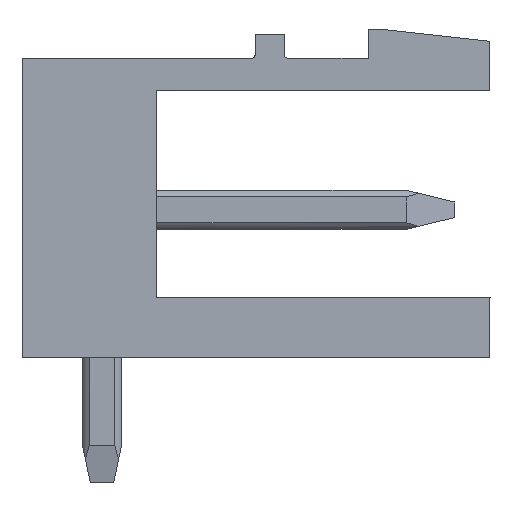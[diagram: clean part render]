
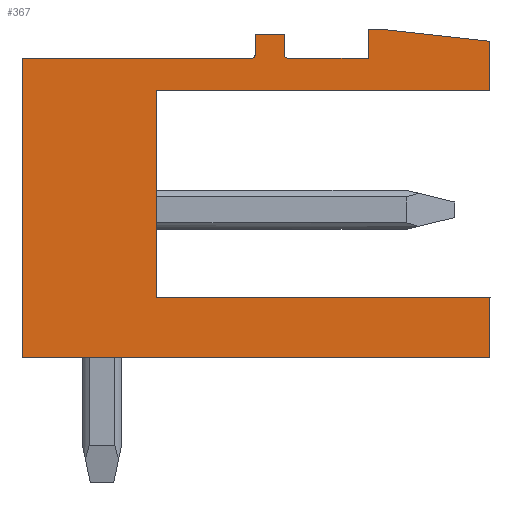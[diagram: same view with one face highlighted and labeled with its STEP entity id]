
A CAD part, left-side view. The second image highlights one B-rep face of the part: STEP entity #367.
In plain terms, the highlighted planar face has unit normal (-1, 0, 0).
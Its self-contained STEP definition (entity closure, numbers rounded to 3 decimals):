
#243=AXIS2_PLACEMENT_3D('Plane Axis2P3D',#240,#241,#242) ;
#282=AXIS2_PLACEMENT_3D('Circle Axis2P3D',#280,#281,$) ;
#310=AXIS2_PLACEMENT_3D('Circle Axis2P3D',#308,#309,$) ;
#49=CARTESIAN_POINT('Vertex',(0.,2.8,11.63)) ;
#52=CARTESIAN_POINT('Line Origine',(0.,1.4,11.475)) ;
#56=CARTESIAN_POINT('Vertex',(0.,0.,11.32)) ;
#224=CARTESIAN_POINT('Vertex',(0.,3.12,11.63)) ;
#227=CARTESIAN_POINT('Line Origine',(0.,2.96,11.63)) ;
#240=CARTESIAN_POINT('Axis2P3D Location',(0.,0.,0.)) ;
#245=CARTESIAN_POINT('Line Origine',(0.,8.55,7.4)) ;
#249=CARTESIAN_POINT('Vertex',(0.,8.55,4.74)) ;
#251=CARTESIAN_POINT('Vertex',(0.,8.55,10.06)) ;
#254=CARTESIAN_POINT('Line Origine',(0.,4.275,10.06)) ;
#258=CARTESIAN_POINT('Vertex',(0.,0.,10.06)) ;
#261=CARTESIAN_POINT('Line Origine',(0.,0.,10.69)) ;
#266=CARTESIAN_POINT('Line Origine',(0.,3.12,11.255)) ;
#270=CARTESIAN_POINT('Vertex',(0.,3.12,10.88)) ;
#273=CARTESIAN_POINT('Line Origine',(0.,4.145,10.88)) ;
#277=CARTESIAN_POINT('Vertex',(0.,5.17,10.88)) ;
#280=CARTESIAN_POINT('Axis2P3D Location',(0.,5.17,10.98)) ;
#284=CARTESIAN_POINT('Vertex',(0.,5.27,10.98)) ;
#287=CARTESIAN_POINT('Line Origine',(0.,5.27,11.24)) ;
#291=CARTESIAN_POINT('Vertex',(0.,5.27,11.5)) ;
#294=CARTESIAN_POINT('Line Origine',(0.,5.645,11.5)) ;
#298=CARTESIAN_POINT('Vertex',(0.,6.02,11.5)) ;
#301=CARTESIAN_POINT('Line Origine',(0.,6.02,11.24)) ;
#305=CARTESIAN_POINT('Vertex',(0.,6.02,10.98)) ;
#308=CARTESIAN_POINT('Axis2P3D Location',(0.,6.12,10.98)) ;
#312=CARTESIAN_POINT('Vertex',(0.,6.12,10.88)) ;
#315=CARTESIAN_POINT('Line Origine',(0.,9.06,10.88)) ;
#319=CARTESIAN_POINT('Vertex',(0.,12.,10.88)) ;
#322=CARTESIAN_POINT('Line Origine',(0.,12.,7.04)) ;
#326=CARTESIAN_POINT('Vertex',(0.,12.,3.2)) ;
#329=CARTESIAN_POINT('Line Origine',(0.,6.,3.2)) ;
#333=CARTESIAN_POINT('Vertex',(0.,0.,3.2)) ;
#336=CARTESIAN_POINT('Line Origine',(0.,0.,3.97)) ;
#340=CARTESIAN_POINT('Vertex',(0.,0.,4.74)) ;
#343=CARTESIAN_POINT('Line Origine',(0.,4.275,4.74)) ;
#53=DIRECTION('Vector Direction',(0.,0.994,0.11)) ;
#228=DIRECTION('Vector Direction',(0.,-1.,0.)) ;
#241=DIRECTION('Axis2P3D Direction',(-1.,0.,0.)) ;
#242=DIRECTION('Axis2P3D XDirection',(0.,-1.,0.)) ;
#246=DIRECTION('Vector Direction',(0.,0.,-1.)) ;
#255=DIRECTION('Vector Direction',(0.,1.,0.)) ;
#262=DIRECTION('Vector Direction',(0.,0.,1.)) ;
#267=DIRECTION('Vector Direction',(0.,0.,-1.)) ;
#274=DIRECTION('Vector Direction',(0.,1.,0.)) ;
#281=DIRECTION('Axis2P3D Direction',(-1.,0.,0.)) ;
#288=DIRECTION('Vector Direction',(0.,0.,-1.)) ;
#295=DIRECTION('Vector Direction',(0.,1.,0.)) ;
#302=DIRECTION('Vector Direction',(0.,0.,-1.)) ;
#309=DIRECTION('Axis2P3D Direction',(-1.,0.,0.)) ;
#316=DIRECTION('Vector Direction',(0.,1.,0.)) ;
#323=DIRECTION('Vector Direction',(0.,0.,-1.)) ;
#330=DIRECTION('Vector Direction',(0.,1.,0.)) ;
#337=DIRECTION('Vector Direction',(0.,0.,-1.)) ;
#344=DIRECTION('Vector Direction',(0.,-1.,0.)) ;
#54=VECTOR('Line Direction',#53,1.) ;
#229=VECTOR('Line Direction',#228,1.) ;
#247=VECTOR('Line Direction',#246,1.) ;
#256=VECTOR('Line Direction',#255,1.) ;
#263=VECTOR('Line Direction',#262,1.) ;
#268=VECTOR('Line Direction',#267,1.) ;
#275=VECTOR('Line Direction',#274,1.) ;
#289=VECTOR('Line Direction',#288,1.) ;
#296=VECTOR('Line Direction',#295,1.) ;
#303=VECTOR('Line Direction',#302,1.) ;
#317=VECTOR('Line Direction',#316,1.) ;
#324=VECTOR('Line Direction',#323,1.) ;
#331=VECTOR('Line Direction',#330,1.) ;
#338=VECTOR('Line Direction',#337,1.) ;
#345=VECTOR('Line Direction',#344,1.) ;
#349=ORIENTED_EDGE('',*,*,#253,.T.) ;
#350=ORIENTED_EDGE('',*,*,#260,.T.) ;
#351=ORIENTED_EDGE('',*,*,#265,.T.) ;
#352=ORIENTED_EDGE('',*,*,#58,.T.) ;
#353=ORIENTED_EDGE('',*,*,#231,.T.) ;
#354=ORIENTED_EDGE('',*,*,#272,.T.) ;
#355=ORIENTED_EDGE('',*,*,#279,.T.) ;
#356=ORIENTED_EDGE('',*,*,#286,.T.) ;
#357=ORIENTED_EDGE('',*,*,#293,.T.) ;
#358=ORIENTED_EDGE('',*,*,#300,.T.) ;
#359=ORIENTED_EDGE('',*,*,#307,.T.) ;
#360=ORIENTED_EDGE('',*,*,#314,.T.) ;
#361=ORIENTED_EDGE('',*,*,#321,.T.) ;
#362=ORIENTED_EDGE('',*,*,#328,.T.) ;
#363=ORIENTED_EDGE('',*,*,#335,.T.) ;
#364=ORIENTED_EDGE('',*,*,#342,.T.) ;
#365=ORIENTED_EDGE('',*,*,#347,.T.) ;
#367=ADVANCED_FACE('Housing',(#366),#244,.T.) ;
#283=CIRCLE('generated circle',#282,0.1) ;
#311=CIRCLE('generated circle',#310,0.1) ;
#58=EDGE_CURVE('',#57,#50,#55,.T.) ;
#231=EDGE_CURVE('',#50,#225,#230,.F.) ;
#253=EDGE_CURVE('',#250,#252,#248,.F.) ;
#260=EDGE_CURVE('',#252,#259,#257,.F.) ;
#265=EDGE_CURVE('',#259,#57,#264,.T.) ;
#272=EDGE_CURVE('',#225,#271,#269,.T.) ;
#279=EDGE_CURVE('',#271,#278,#276,.T.) ;
#286=EDGE_CURVE('',#278,#285,#283,.F.) ;
#293=EDGE_CURVE('',#285,#292,#290,.F.) ;
#300=EDGE_CURVE('',#292,#299,#297,.T.) ;
#307=EDGE_CURVE('',#299,#306,#304,.T.) ;
#314=EDGE_CURVE('',#306,#313,#311,.F.) ;
#321=EDGE_CURVE('',#313,#320,#318,.T.) ;
#328=EDGE_CURVE('',#320,#327,#325,.T.) ;
#335=EDGE_CURVE('',#327,#334,#332,.F.) ;
#342=EDGE_CURVE('',#334,#341,#339,.F.) ;
#347=EDGE_CURVE('',#341,#250,#346,.F.) ;
#348=EDGE_LOOP('',(#349,#350,#351,#352,#353,#354,#355,#356,#357,#358,#359,#360,#361,#362,#363,#364,#365)) ;
#366=FACE_OUTER_BOUND('',#348,.T.) ;
#55=LINE('Line',#52,#54) ;
#230=LINE('Line',#227,#229) ;
#248=LINE('Line',#245,#247) ;
#257=LINE('Line',#254,#256) ;
#264=LINE('Line',#261,#263) ;
#269=LINE('Line',#266,#268) ;
#276=LINE('Line',#273,#275) ;
#290=LINE('Line',#287,#289) ;
#297=LINE('Line',#294,#296) ;
#304=LINE('Line',#301,#303) ;
#318=LINE('Line',#315,#317) ;
#325=LINE('Line',#322,#324) ;
#332=LINE('Line',#329,#331) ;
#339=LINE('Line',#336,#338) ;
#346=LINE('Line',#343,#345) ;
#244=PLANE('',#243) ;
#50=VERTEX_POINT('',#49) ;
#57=VERTEX_POINT('',#56) ;
#225=VERTEX_POINT('',#224) ;
#250=VERTEX_POINT('',#249) ;
#252=VERTEX_POINT('',#251) ;
#259=VERTEX_POINT('',#258) ;
#271=VERTEX_POINT('',#270) ;
#278=VERTEX_POINT('',#277) ;
#285=VERTEX_POINT('',#284) ;
#292=VERTEX_POINT('',#291) ;
#299=VERTEX_POINT('',#298) ;
#306=VERTEX_POINT('',#305) ;
#313=VERTEX_POINT('',#312) ;
#320=VERTEX_POINT('',#319) ;
#327=VERTEX_POINT('',#326) ;
#334=VERTEX_POINT('',#333) ;
#341=VERTEX_POINT('',#340) ;
